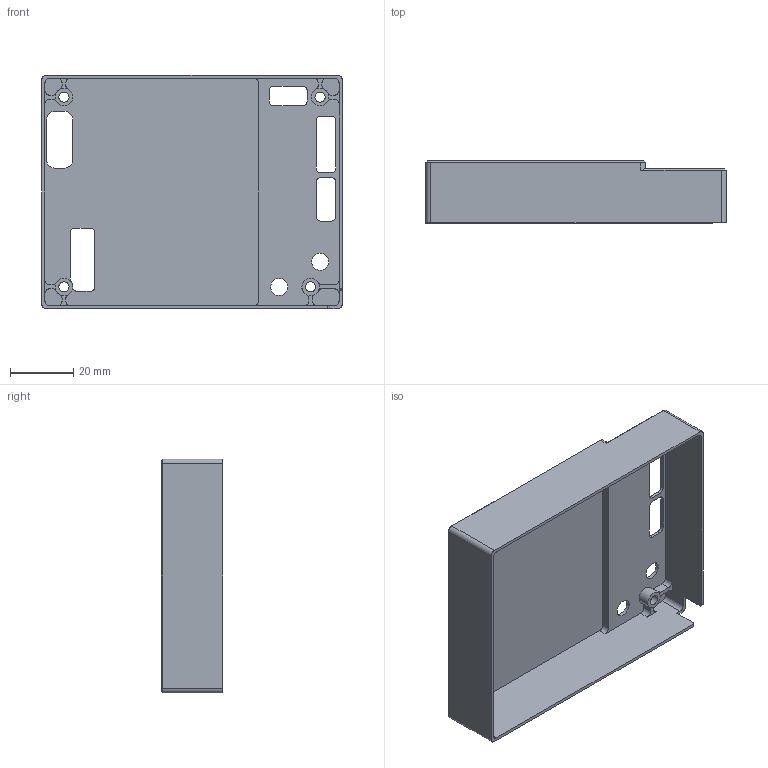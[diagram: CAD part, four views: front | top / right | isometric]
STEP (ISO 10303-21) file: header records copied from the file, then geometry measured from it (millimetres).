
FILE_DESCRIPTION((''),'2;1');
FILE_NAME('0001','2025-05-30T15:22:05',('guozhihui'),(''),'CREO PARAMETRIC BY PTC INC, 2020044','CREO PARAMETRIC BY PTC INC, 2020044','');
FILE_SCHEMA(('CONFIG_CONTROL_DESIGN'));
Length unit declared in the file: millimetre
Products named in the file (1): 0001
Bounding box: 95 x 19.5 x 74 mm (x, y, z)
Volume: 12823.3 mm3; surface area: 25827.2 mm2
Topology: 1 solids, 1 shells, 178 faces, 511 edges, 334 vertices
Faces by surface type: cylinder 87, plane 77, cone 14
Entity records: 5969 total; most frequent: DIRECTION 1071, CARTESIAN_POINT 1033, ORIENTED_EDGE 1022, EDGE_CURVE 511, AXIS2_PLACEMENT_3D 384, VERTEX_POINT 334, VECTOR 303, LINE 303
